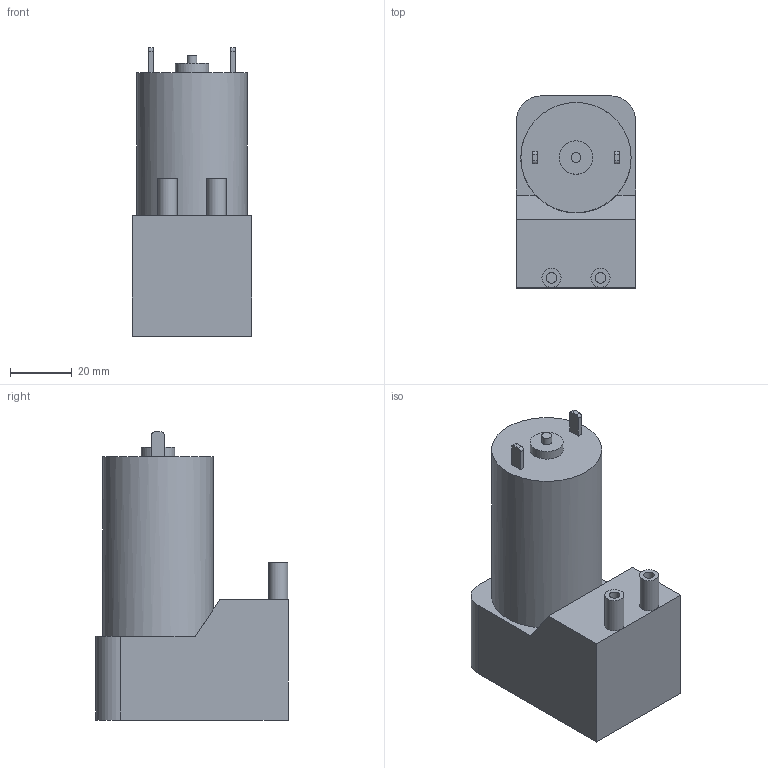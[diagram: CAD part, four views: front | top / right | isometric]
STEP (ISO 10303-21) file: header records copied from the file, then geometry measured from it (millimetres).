
FILE_DESCRIPTION(/* description */ ('Alibre Inc.'),/* implementation_level */ '2;1');
FILE_NAME(/* name */ 'export0',/* time_stamp */ '2015-07-05T23:09:17+12:00',/* author */ (''),/* organization */ (''),/* preprocessor_version */ 'ST-DEVELOPER v14',/* originating_system */ 'Alibre',/* authorisation */ '');
FILE_SCHEMA (('CONFIG_CONTROL_DESIGN'));
Length unit declared in the file: centimetre
Products named in the file (1): VP01
Bounding box: 38.5 x 62 x 93 mm (x, y, z)
Volume: 133771.6 mm3; surface area: 18526.4 mm2
Topology: 1 solids, 1 shells, 38 faces, 84 edges, 56 vertices
Faces by surface type: plane 25, cylinder 13
Full cylindrical faces by diameter (mm): 3.2 x1, 3.4 x2, 6.16 x2, 10.8 x1, 35.6 x1
Entity records: 1063 total; most frequent: CARTESIAN_POINT 167, ORIENTED_EDGE 152, DIRECTION 152, EDGE_CURVE 76, AXIS2_PLACEMENT_3D 63, VERTEX_POINT 55, EDGE_LOOP 53, FACE_BOUND 53
